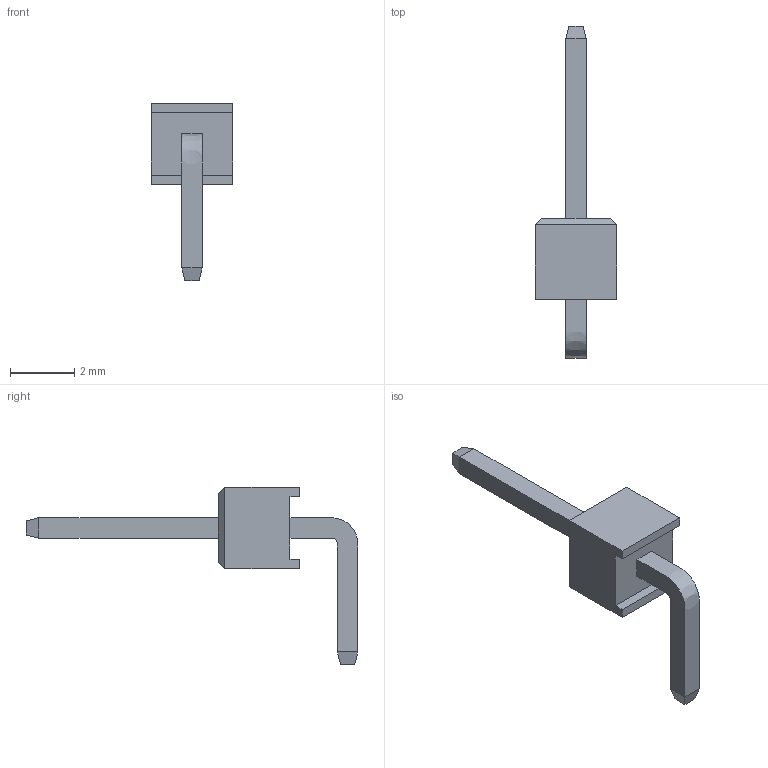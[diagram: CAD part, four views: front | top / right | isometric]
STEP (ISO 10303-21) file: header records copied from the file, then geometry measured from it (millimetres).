
FILE_DESCRIPTION(('FreeCAD Model'),'2;1');
FILE_NAME('User Library-Header90-1.step', '2016-02-27T23:00:53',('Author'),(''), 'Open CASCADE STEP processor 6.8','FreeCAD','Unknown');
FILE_SCHEMA(('AUTOMOTIVE_DESIGN_CC2 { 1 2 10303 214 -1 1 5 4 }'));
Length unit declared in the file: millimetre
Products named in the file (2): ASSEMBLY; User_Library-Header90-1
Assembly tree (1 placements, depth 2):
  ASSEMBLY
    User_Library-Header90-1
Bounding box: 2.54 x 10.36 x 5.54 mm (x, y, z)
Volume: 19.5 mm3; surface area: 67.5 mm2
Topology: 1 solids, 1 shells, 32 faces, 80 edges, 52 vertices
Faces by surface type: plane 30, bspline 2
Entity records: 2821 total; most frequent: CARTESIAN_POINT 960, DIRECTION 290, LINE 216, VECTOR 216, ORIENTED_EDGE 160, PCURVE 160, DEFINITIONAL_REPRESENTATION 160, EDGE_CURVE 80
